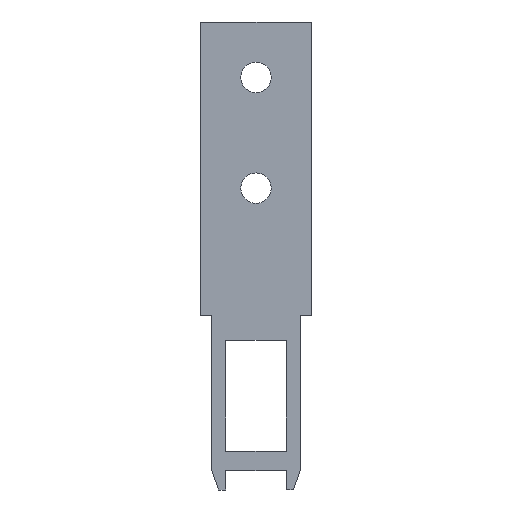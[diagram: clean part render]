
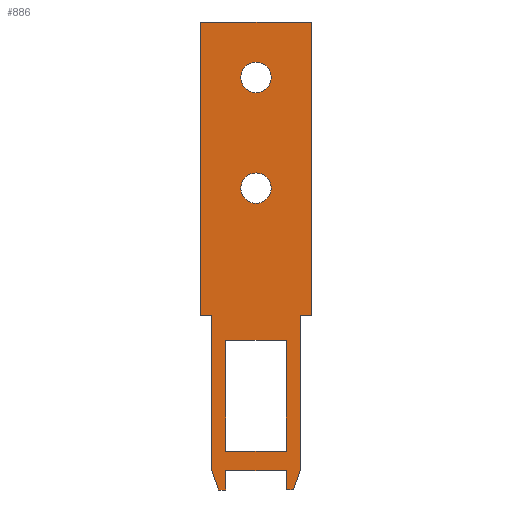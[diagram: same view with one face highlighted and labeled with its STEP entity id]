
A CAD part, front view. The second image highlights one B-rep face of the part: STEP entity #886.
In plain terms, the highlighted planar face has unit normal (0, -1, 0).
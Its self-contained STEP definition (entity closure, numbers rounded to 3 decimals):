
#132=CARTESIAN_POINT('',(-2.75,-2.5,45.5));
#133=VERTEX_POINT('',#132);
#149=CARTESIAN_POINT('',(2.75,-2.5,45.5));
#150=VERTEX_POINT('',#149);
#157=CARTESIAN_POINT('',(0.,-2.5,45.5));
#158=DIRECTION('',(0.0,1.0,0.0));
#159=DIRECTION('',(-1.0,0.0,0.0));
#160=AXIS2_PLACEMENT_3D('',#157,#158,#159);
#161=CIRCLE('',#160,2.75);
#162=EDGE_CURVE('',#133,#150,#161,.T.);
#174=CARTESIAN_POINT('',(-2.75,-2.5,25.5));
#175=VERTEX_POINT('',#174);
#191=CARTESIAN_POINT('',(2.75,-2.5,25.5));
#192=VERTEX_POINT('',#191);
#199=CARTESIAN_POINT('',(0.,-2.5,25.5));
#200=DIRECTION('',(0.0,1.0,0.0));
#201=DIRECTION('',(-1.0,0.0,0.0));
#202=AXIS2_PLACEMENT_3D('',#199,#200,#201);
#203=CIRCLE('',#202,2.75);
#204=EDGE_CURVE('',#175,#192,#203,.T.);
#214=CARTESIAN_POINT('',(5.5,-2.5,-2.0));
#215=VERTEX_POINT('',#214);
#216=CARTESIAN_POINT('',(5.5,-2.5,-22.0));
#217=VERTEX_POINT('',#216);
#218=CARTESIAN_POINT('',(5.5,-2.5,-2.0));
#219=DIRECTION('',(0.0,0.0,-1.0));
#220=VECTOR('',#219,20.0);
#221=LINE('',#218,#220);
#222=EDGE_CURVE('',#215,#217,#221,.T.);
#254=CARTESIAN_POINT('',(-5.5,-2.5,-22.0));
#255=VERTEX_POINT('',#254);
#256=CARTESIAN_POINT('',(5.5,-2.5,-22.0));
#257=DIRECTION('',(-1.0,0.0,0.0));
#258=VECTOR('',#257,11.0);
#259=LINE('',#256,#258);
#260=EDGE_CURVE('',#217,#255,#259,.T.);
#285=CARTESIAN_POINT('',(-5.5,-2.5,-2.0));
#286=VERTEX_POINT('',#285);
#287=CARTESIAN_POINT('',(-5.5,-2.5,-22.0));
#288=DIRECTION('',(0.0,0.0,1.0));
#289=VECTOR('',#288,20.0);
#290=LINE('',#287,#289);
#291=EDGE_CURVE('',#255,#286,#290,.T.);
#316=CARTESIAN_POINT('',(-5.5,-2.5,-2.0));
#317=DIRECTION('',(1.0,0.0,0.0));
#318=VECTOR('',#317,11.);
#319=LINE('',#316,#318);
#320=EDGE_CURVE('',#286,#215,#319,.T.);
#339=CARTESIAN_POINT('',(0.,-2.5,25.5));
#340=DIRECTION('',(0.0,1.0,0.0));
#341=DIRECTION('',(-1.0,0.0,0.0));
#342=AXIS2_PLACEMENT_3D('',#339,#340,#341);
#343=CIRCLE('',#342,2.75);
#344=EDGE_CURVE('',#192,#175,#343,.T.);
#363=CARTESIAN_POINT('',(0.,-2.5,45.5));
#364=DIRECTION('',(0.0,1.0,0.0));
#365=DIRECTION('',(-1.0,0.0,0.0));
#366=AXIS2_PLACEMENT_3D('',#363,#364,#365);
#367=CIRCLE('',#366,2.75);
#368=EDGE_CURVE('',#150,#133,#367,.T.);
#386=CARTESIAN_POINT('',(-10.,-2.5,55.5));
#387=VERTEX_POINT('',#386);
#388=CARTESIAN_POINT('',(10.,-2.5,55.5));
#389=VERTEX_POINT('',#388);
#390=CARTESIAN_POINT('',(-10.,-2.5,55.5));
#391=DIRECTION('',(1.0,0.0,0.0));
#392=VECTOR('',#391,20.0);
#393=LINE('',#390,#392);
#394=EDGE_CURVE('',#387,#389,#393,.T.);
#426=CARTESIAN_POINT('',(10.,-2.5,2.5));
#427=VERTEX_POINT('',#426);
#428=CARTESIAN_POINT('',(10.,-2.5,55.5));
#429=DIRECTION('',(0.0,0.0,-1.0));
#430=VECTOR('',#429,53.);
#431=LINE('',#428,#430);
#432=EDGE_CURVE('',#389,#427,#431,.T.);
#457=CARTESIAN_POINT('',(8.,-2.5,2.5));
#458=VERTEX_POINT('',#457);
#459=CARTESIAN_POINT('',(10.,-2.5,2.5));
#460=DIRECTION('',(-1.0,0.0,0.0));
#461=VECTOR('',#460,2.);
#462=LINE('',#459,#461);
#463=EDGE_CURVE('',#427,#458,#462,.T.);
#488=CARTESIAN_POINT('',(8.,-2.5,-25.5));
#489=VERTEX_POINT('',#488);
#490=CARTESIAN_POINT('',(8.,-2.5,2.5));
#491=DIRECTION('',(0.0,0.0,-1.0));
#492=VECTOR('',#491,28.0);
#493=LINE('',#490,#492);
#494=EDGE_CURVE('',#458,#489,#493,.T.);
#519=CARTESIAN_POINT('',(6.75,-2.5,-29.));
#520=VERTEX_POINT('',#519);
#521=CARTESIAN_POINT('',(8.,-2.5,-25.5));
#522=DIRECTION('',(-0.336,0.,-0.942));
#523=VECTOR('',#522,3.717);
#524=LINE('',#521,#523);
#525=EDGE_CURVE('',#489,#520,#524,.T.);
#550=CARTESIAN_POINT('',(5.5,-2.5,-29.));
#551=VERTEX_POINT('',#550);
#552=CARTESIAN_POINT('',(6.75,-2.5,-29.));
#553=DIRECTION('',(-1.0,0.0,0.0));
#554=VECTOR('',#553,1.25);
#555=LINE('',#552,#554);
#556=EDGE_CURVE('',#520,#551,#555,.T.);
#581=CARTESIAN_POINT('',(5.5,-2.5,-25.5));
#582=VERTEX_POINT('',#581);
#583=CARTESIAN_POINT('',(5.5,-2.5,-29.));
#584=DIRECTION('',(0.0,0.0,1.0));
#585=VECTOR('',#584,3.5);
#586=LINE('',#583,#585);
#587=EDGE_CURVE('',#551,#582,#586,.T.);
#612=CARTESIAN_POINT('',(-5.5,-2.5,-25.5));
#613=VERTEX_POINT('',#612);
#614=CARTESIAN_POINT('',(5.5,-2.5,-25.5));
#615=DIRECTION('',(-1.0,0.0,0.0));
#616=VECTOR('',#615,11.0);
#617=LINE('',#614,#616);
#618=EDGE_CURVE('',#582,#613,#617,.T.);
#643=CARTESIAN_POINT('',(-5.5,-2.5,-29.));
#644=VERTEX_POINT('',#643);
#645=CARTESIAN_POINT('',(-5.5,-2.5,-25.5));
#646=DIRECTION('',(0.0,0.0,-1.0));
#647=VECTOR('',#646,3.5);
#648=LINE('',#645,#647);
#649=EDGE_CURVE('',#613,#644,#648,.T.);
#674=CARTESIAN_POINT('',(-6.75,-2.5,-29.));
#675=VERTEX_POINT('',#674);
#676=CARTESIAN_POINT('',(-5.5,-2.5,-29.));
#677=DIRECTION('',(-1.0,0.0,0.0));
#678=VECTOR('',#677,1.25);
#679=LINE('',#676,#678);
#680=EDGE_CURVE('',#644,#675,#679,.T.);
#705=CARTESIAN_POINT('',(-8.,-2.5,-25.5));
#706=VERTEX_POINT('',#705);
#707=CARTESIAN_POINT('',(-6.75,-2.5,-29.));
#708=DIRECTION('',(-0.336,0.,0.942));
#709=VECTOR('',#708,3.717);
#710=LINE('',#707,#709);
#711=EDGE_CURVE('',#675,#706,#710,.T.);
#736=CARTESIAN_POINT('',(-8.,-2.5,2.5));
#737=VERTEX_POINT('',#736);
#738=CARTESIAN_POINT('',(-8.,-2.5,-25.5));
#739=DIRECTION('',(0.0,0.0,1.0));
#740=VECTOR('',#739,28.);
#741=LINE('',#738,#740);
#742=EDGE_CURVE('',#706,#737,#741,.T.);
#767=CARTESIAN_POINT('',(-10.,-2.5,2.5));
#768=VERTEX_POINT('',#767);
#769=CARTESIAN_POINT('',(-8.,-2.5,2.5));
#770=DIRECTION('',(-1.0,0.0,0.0));
#771=VECTOR('',#770,2.);
#772=LINE('',#769,#771);
#773=EDGE_CURVE('',#737,#768,#772,.T.);
#798=CARTESIAN_POINT('',(-10.,-2.5,2.5));
#799=DIRECTION('',(0.0,0.0,1.0));
#800=VECTOR('',#799,53.);
#801=LINE('',#798,#800);
#802=EDGE_CURVE('',#768,#387,#801,.T.);
#851=CARTESIAN_POINT('',(0.,-2.5,13.106));
#852=DIRECTION('',(0.0,-1.0,0.0));
#853=DIRECTION('',(1.0,0.0,0.0));
#854=AXIS2_PLACEMENT_3D('',#851,#852,#853);
#855=PLANE('',#854);
#856=ORIENTED_EDGE('',*,*,#394,.F.);
#857=ORIENTED_EDGE('',*,*,#802,.F.);
#858=ORIENTED_EDGE('',*,*,#773,.F.);
#859=ORIENTED_EDGE('',*,*,#742,.F.);
#860=ORIENTED_EDGE('',*,*,#711,.F.);
#861=ORIENTED_EDGE('',*,*,#680,.F.);
#862=ORIENTED_EDGE('',*,*,#649,.F.);
#863=ORIENTED_EDGE('',*,*,#618,.F.);
#864=ORIENTED_EDGE('',*,*,#587,.F.);
#865=ORIENTED_EDGE('',*,*,#556,.F.);
#866=ORIENTED_EDGE('',*,*,#525,.F.);
#867=ORIENTED_EDGE('',*,*,#494,.F.);
#868=ORIENTED_EDGE('',*,*,#463,.F.);
#869=ORIENTED_EDGE('',*,*,#432,.F.);
#870=EDGE_LOOP('',(#856,#857,#858,#859,#860,#861,#862,#863,#864,#865,#866,#867,#868,#869));
#871=FACE_OUTER_BOUND('',#870,.T.);
#872=ORIENTED_EDGE('',*,*,#222,.T.);
#873=ORIENTED_EDGE('',*,*,#260,.T.);
#874=ORIENTED_EDGE('',*,*,#291,.T.);
#875=ORIENTED_EDGE('',*,*,#320,.T.);
#876=EDGE_LOOP('',(#872,#873,#874,#875));
#877=FACE_BOUND('',#876,.T.);
#878=ORIENTED_EDGE('',*,*,#344,.T.);
#879=ORIENTED_EDGE('',*,*,#204,.T.);
#880=EDGE_LOOP('',(#878,#879));
#881=FACE_BOUND('',#880,.T.);
#882=ORIENTED_EDGE('',*,*,#368,.T.);
#883=ORIENTED_EDGE('',*,*,#162,.T.);
#884=EDGE_LOOP('',(#882,#883));
#885=FACE_BOUND('',#884,.T.);
#886=ADVANCED_FACE('',(#871,#877,#881,#885),#855,.T.);
